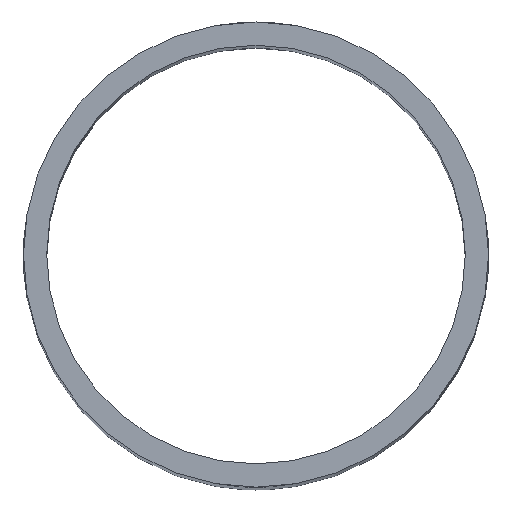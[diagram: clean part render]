
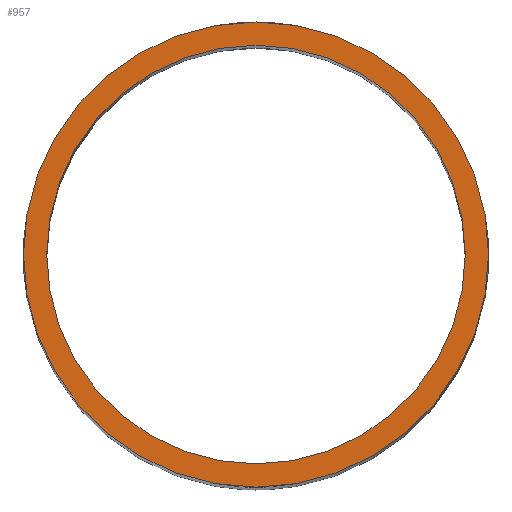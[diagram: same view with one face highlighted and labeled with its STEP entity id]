
A CAD part, top view. The second image highlights one B-rep face of the part: STEP entity #957.
In plain terms, the highlighted planar face has unit normal (0, 0, 1).
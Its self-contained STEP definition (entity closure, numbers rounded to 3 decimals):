
#95 = CARTESIAN_POINT ( 'NONE',  ( 0., 0., 225. ) ) ;
#123 = AXIS2_PLACEMENT_3D ( 'NONE', #1456, #1055, #1031 ) ;
#154 = ORIENTED_EDGE ( 'NONE', *, *, #660, .T. ) ;
#191 = CARTESIAN_POINT ( 'NONE',  ( 0., 0., 225. ) ) ;
#312 = DIRECTION ( 'NONE',  ( 1., 0., 0. ) ) ;
#327 = FACE_BOUND ( 'NONE', #835, .T. ) ;
#331 = FACE_OUTER_BOUND ( 'NONE', #1415, .T. ) ;
#386 = CIRCLE ( 'NONE', #1662, 31.75 ) ;
#403 = CIRCLE ( 'NONE', #1312, 28.575 ) ;
#427 = CIRCLE ( 'NONE', #123, 28.575 ) ;
#446 = CIRCLE ( 'NONE', #704, 31.75 ) ;
#495 = DIRECTION ( 'NONE',  ( 0., 0., 1. ) ) ;
#617 = EDGE_CURVE ( 'NONE', #1502, #1327, #427, .T. ) ;
#660 = EDGE_CURVE ( 'NONE', #1509, #974, #446, .T. ) ;
#704 = AXIS2_PLACEMENT_3D ( 'NONE', #95, #992, #312 ) ;
#707 = PLANE ( 'NONE',  #1464 ) ;
#748 = ORIENTED_EDGE ( 'NONE', *, *, #617, .F. ) ;
#765 = EDGE_CURVE ( 'NONE', #1327, #1502, #403, .T. ) ;
#768 = CARTESIAN_POINT ( 'NONE',  ( -31.75, 0., 225. ) ) ;
#795 = EDGE_CURVE ( 'NONE', #974, #1509, #386, .T. ) ;
#835 = EDGE_LOOP ( 'NONE', ( #1130, #748 ) ) ;
#836 = CARTESIAN_POINT ( 'NONE',  ( 0., 0., 225. ) ) ;
#957 = ADVANCED_FACE ( 'NONE', ( #331, #327 ), #707, .T. ) ;
#974 = VERTEX_POINT ( 'NONE', #768 ) ;
#986 = DIRECTION ( 'NONE',  ( 0., 0., 1. ) ) ;
#992 = DIRECTION ( 'NONE',  ( 0., 0., 1. ) ) ;
#996 = ORIENTED_EDGE ( 'NONE', *, *, #795, .T. ) ;
#1031 = DIRECTION ( 'NONE',  ( 1., 0., 0. ) ) ;
#1055 = DIRECTION ( 'NONE',  ( 0., 0., 1. ) ) ;
#1112 = DIRECTION ( 'NONE',  ( 1., 0., 0. ) ) ;
#1130 = ORIENTED_EDGE ( 'NONE', *, *, #765, .F. ) ;
#1262 = CARTESIAN_POINT ( 'NONE',  ( 28.575, 0., 225. ) ) ;
#1312 = AXIS2_PLACEMENT_3D ( 'NONE', #836, #986, #1112 ) ;
#1327 = VERTEX_POINT ( 'NONE', #1665 ) ;
#1353 = CARTESIAN_POINT ( 'NONE',  ( 31.75, 0., 225. ) ) ;
#1415 = EDGE_LOOP ( 'NONE', ( #996, #154 ) ) ;
#1456 = CARTESIAN_POINT ( 'NONE',  ( 0., 0., 225. ) ) ;
#1464 = AXIS2_PLACEMENT_3D ( 'NONE', #191, #495, #1512 ) ;
#1502 = VERTEX_POINT ( 'NONE', #1262 ) ;
#1509 = VERTEX_POINT ( 'NONE', #1353 ) ;
#1512 = DIRECTION ( 'NONE',  ( 1., 0., 0. ) ) ;
#1618 = DIRECTION ( 'NONE',  ( 0., 0., 1. ) ) ;
#1626 = CARTESIAN_POINT ( 'NONE',  ( 0., 0., 225. ) ) ;
#1636 = DIRECTION ( 'NONE',  ( 1., 0., 0. ) ) ;
#1662 = AXIS2_PLACEMENT_3D ( 'NONE', #1626, #1618, #1636 ) ;
#1665 = CARTESIAN_POINT ( 'NONE',  ( -28.575, 0., 225. ) ) ;
